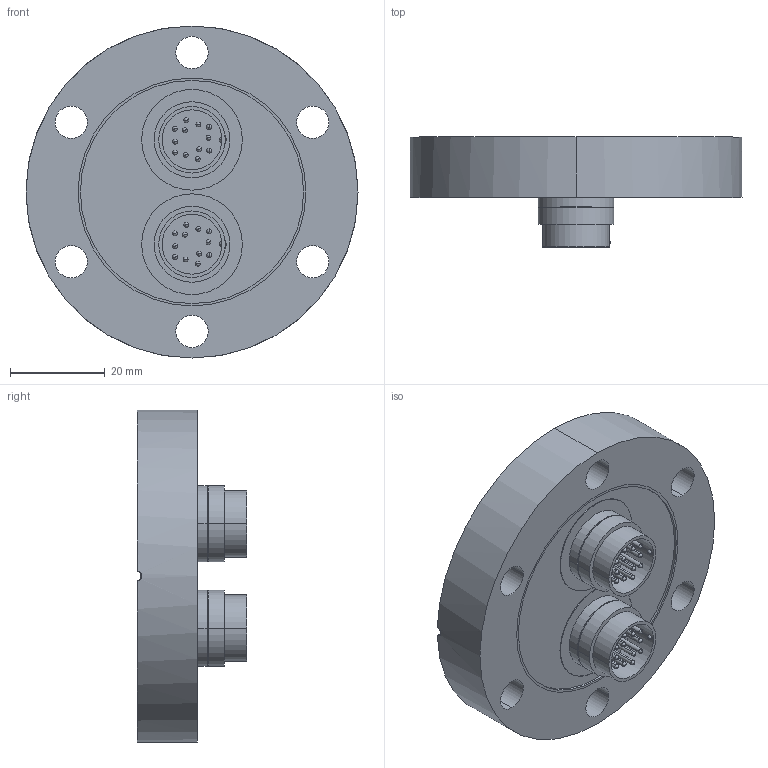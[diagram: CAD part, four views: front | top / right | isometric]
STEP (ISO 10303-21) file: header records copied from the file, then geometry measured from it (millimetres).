
FILE_DESCRIPTION (( 'STEP AP214' ), '1' );
FILE_NAME ('220-CM12-C40-2.STEP', '2014-10-17T11:41:41', ( '' ), ( '' ), 'SwSTEP 2.0', 'SolidWorks 2014', '' );
FILE_SCHEMA (( 'AUTOMOTIVE_DESIGN' ));
Length unit declared in the file: millimetre
Products named in the file (7): 220-CM12; 9220-PIN-FENI_pin vergd; 9220-CM-GLASS12-PLATE; 9220-CM-W-V0914_bearbeitet; 9419-PLATE-CF40-2; 9419-Flange-CF40_411-CB40; 220-CM12-C40-2
Assembly tree (18 placements, depth 3):
  220-CM12-C40-2
    9419-Flange-CF40_411-CB40
    9419-PLATE-CF40-2
    220-CM12  x2
      9220-CM-W-V0914_bearbeitet
      9220-CM-GLASS12-PLATE
      9220-PIN-FENI_pin vergd
Bounding box: 69.9 x 23.15 x 69.9 mm (x, y, z)
Volume: 36128.2 mm3; surface area: 22814.3 mm2
Topology: 34 solids, 34 shells, 339 faces, 914 edges, 544 vertices
Faces by surface type: cylinder 174, sphere 112, plane 31, torus 8, bspline 8, cone 6
Entity records: 4510 total; most frequent: CARTESIAN_POINT 1025, DIRECTION 746, ORIENTED_EDGE 600, AXIS2_PLACEMENT_3D 327, EDGE_CURVE 300, VERTEX_POINT 196, CIRCLE 184, EDGE_LOOP 176
